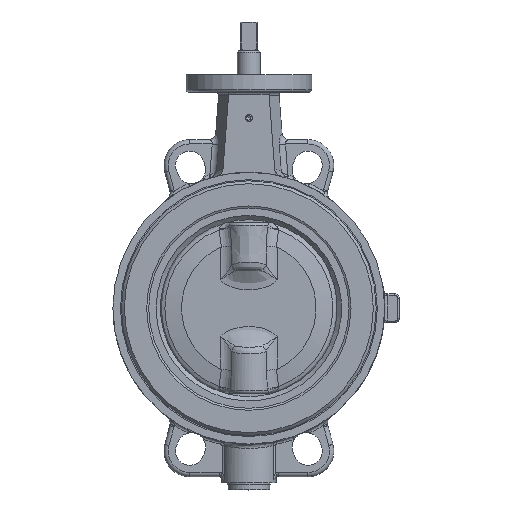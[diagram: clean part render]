
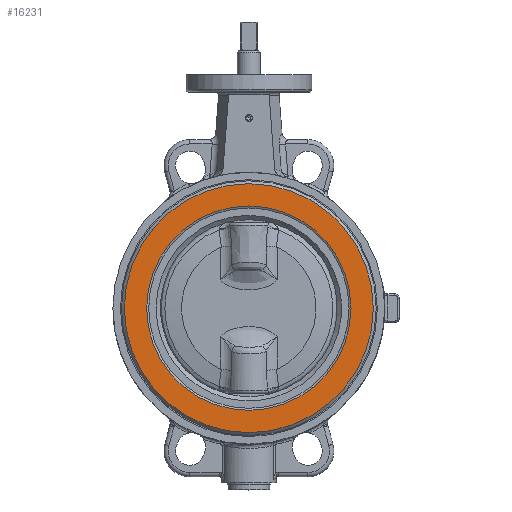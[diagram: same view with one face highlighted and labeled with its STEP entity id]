
A CAD part, top view. The second image highlights one B-rep face of the part: STEP entity #16231.
In plain terms, the highlighted planar face has unit normal (0, 0, 1).
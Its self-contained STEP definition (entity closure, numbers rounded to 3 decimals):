
#16140=CARTESIAN_POINT('',(71.386,1.5,28.8));
#16141=VERTEX_POINT('',#16140);
#16142=CARTESIAN_POINT('',(0.,1.5,28.8));
#16143=DIRECTION('',(0.0,0.0,-1.0));
#16144=DIRECTION('',(1.0,0.0,0.0));
#16145=AXIS2_PLACEMENT_3D('',#16142,#16143,#16144);
#16146=CIRCLE('',#16145,71.386);
#16147=EDGE_CURVE('',#16141,#16141,#16146,.T.);
#16212=CARTESIAN_POINT('',(75.4,1.5,28.8));
#16213=DIRECTION('',(0.0,0.0,1.0));
#16214=DIRECTION('',(0.0,1.0,0.0));
#16215=AXIS2_PLACEMENT_3D('',#16212,#16213,#16214);
#16216=PLANE('',#16215);
#16217=CARTESIAN_POINT('',(87.,1.5,28.8));
#16218=VERTEX_POINT('',#16217);
#16219=CARTESIAN_POINT('',(0.,1.5,28.8));
#16220=DIRECTION('',(0.0,0.0,-1.0));
#16221=DIRECTION('',(-1.0,0.0,0.0));
#16222=AXIS2_PLACEMENT_3D('',#16219,#16220,#16221);
#16223=CIRCLE('',#16222,87.);
#16224=EDGE_CURVE('',#16218,#16218,#16223,.T.);
#16225=ORIENTED_EDGE('',*,*,#16224,.F.);
#16226=EDGE_LOOP('',(#16225));
#16227=FACE_OUTER_BOUND('',#16226,.T.);
#16228=ORIENTED_EDGE('',*,*,#16147,.T.);
#16229=EDGE_LOOP('',(#16228));
#16230=FACE_BOUND('',#16229,.T.);
#16231=ADVANCED_FACE('',(#16227,#16230),#16216,.T.);
